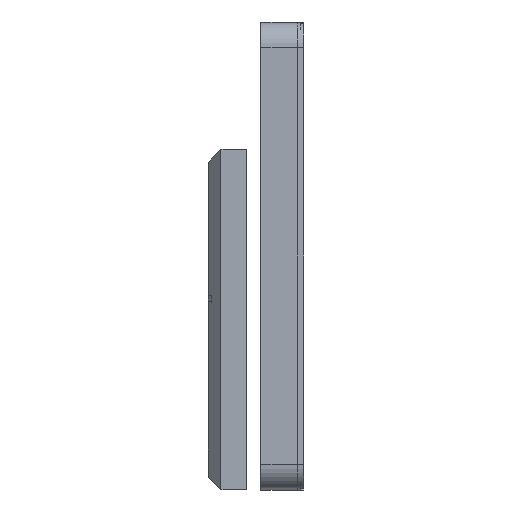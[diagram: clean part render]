
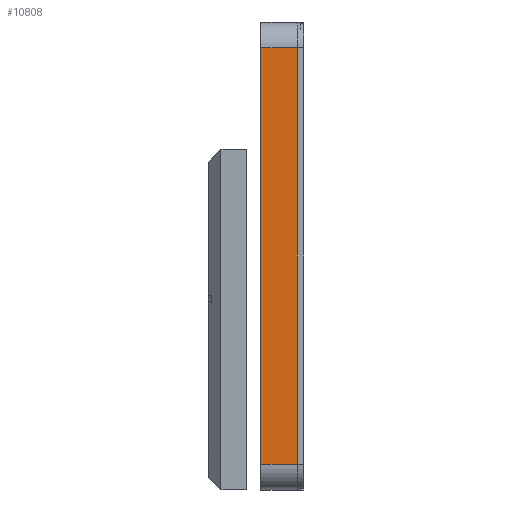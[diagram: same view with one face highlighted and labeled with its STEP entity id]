
A CAD part, left-side view. The second image highlights one B-rep face of the part: STEP entity #10808.
In plain terms, the highlighted planar face has unit normal (-1, 0, 0).
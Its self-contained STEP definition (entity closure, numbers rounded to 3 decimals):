
#764=PLANE('',#11584);
#1274=FACE_OUTER_BOUND('',#2042,.T.);
#2042=EDGE_LOOP('',(#9727,#9728,#9729,#9730));
#2854=LINE('',#16969,#3940);
#2965=LINE('',#17236,#4051);
#3183=LINE('',#17699,#4269);
#3184=LINE('',#17701,#4270);
#3940=VECTOR('',#13508,10.);
#4051=VECTOR('',#13673,10.);
#4269=VECTOR('',#14149,10.);
#4270=VECTOR('',#14152,10.);
#5328=VERTEX_POINT('',#16966);
#5329=VERTEX_POINT('',#16968);
#5457=VERTEX_POINT('',#17233);
#5458=VERTEX_POINT('',#17235);
#6647=EDGE_CURVE('',#5328,#5329,#2854,.T.);
#6780=EDGE_CURVE('',#5457,#5458,#2965,.T.);
#7019=EDGE_CURVE('',#5457,#5329,#3183,.T.);
#7020=EDGE_CURVE('',#5458,#5328,#3184,.T.);
#9727=ORIENTED_EDGE('',*,*,#7019,.T.);
#9728=ORIENTED_EDGE('',*,*,#6647,.F.);
#9729=ORIENTED_EDGE('',*,*,#7020,.F.);
#9730=ORIENTED_EDGE('',*,*,#6780,.F.);
#10808=ADVANCED_FACE('',(#1274),#764,.T.);
#11584=AXIS2_PLACEMENT_3D('',#17700,#14150,#14151);
#13508=DIRECTION('',(0.,0.,1.));
#13673=DIRECTION('',(0.,0.,-1.));
#14149=DIRECTION('',(0.,1.,0.));
#14150=DIRECTION('center_axis',(-1.,0.,0.));
#14151=DIRECTION('ref_axis',(0.,0.,1.));
#14152=DIRECTION('',(0.,1.,0.));
#16966=CARTESIAN_POINT('',(-4.5,1.2,0.));
#16968=CARTESIAN_POINT('',(-4.5,1.2,64.8));
#16969=CARTESIAN_POINT('',(-4.5,1.2,0.));
#17233=CARTESIAN_POINT('',(-4.5,-4.5,64.8));
#17235=CARTESIAN_POINT('',(-4.5,-4.5,0.));
#17236=CARTESIAN_POINT('',(-4.5,-4.5,0.));
#17699=CARTESIAN_POINT('',(-4.5,0.,64.8));
#17700=CARTESIAN_POINT('Origin',(-4.5,0.,0.));
#17701=CARTESIAN_POINT('',(-4.5,0.,0.));
